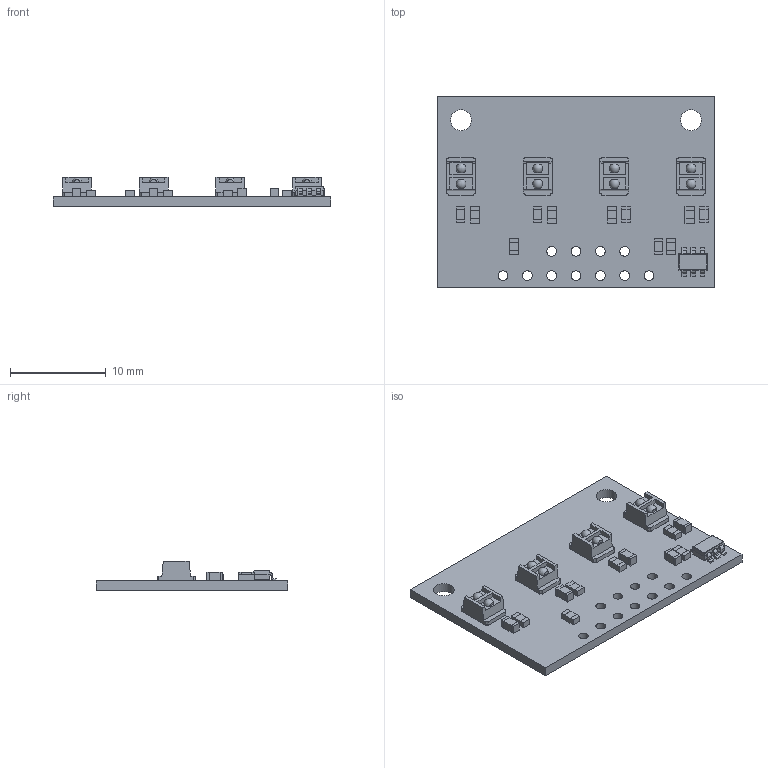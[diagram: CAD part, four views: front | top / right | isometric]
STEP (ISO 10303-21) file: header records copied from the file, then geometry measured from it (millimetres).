
FILE_DESCRIPTION (( 'STEP AP214' ), '1' );
FILE_NAME ('qtrx-md-04x.step', '2018-09-28T21:26:28', ( '' ), ( '' ), 'SwSTEP 2.0', 'SolidWorks 2016', '' );
FILE_SCHEMA (( 'AUTOMOTIVE_DESIGN' ));
Length unit declared in the file: millimetre
Products named in the file (1): qtrx-md-04x
Bounding box: 29 x 20 x 3.04 mm (x, y, z)
Volume: 657.4 mm3; surface area: 1531.6 mm2
Topology: 1 solids, 1 shells, 814 faces, 2229 edges, 1476 vertices
Faces by surface type: plane 595, bspline 134, cylinder 77, torus 8
Full cylindrical faces by diameter (mm): 1.016 x11, 2.184 x2
Entity records: 38948 total; most frequent: CARTESIAN_POINT 10071, ORIENTED_EDGE 4432, DIRECTION 3442, EDGE_CURVE 2216, VECTOR 1740, LINE 1740, VERTEX_POINT 1476, EDGE_LOOP 946
